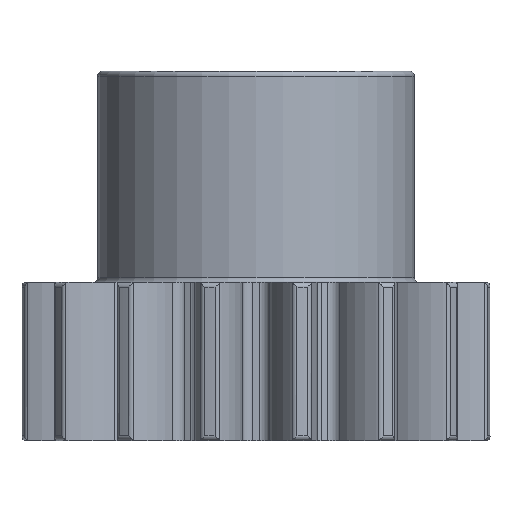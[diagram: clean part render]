
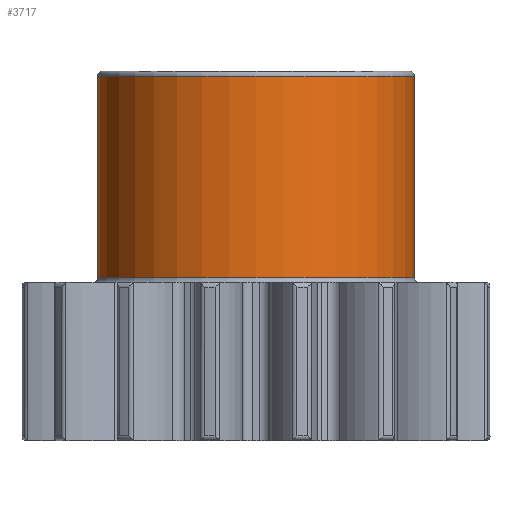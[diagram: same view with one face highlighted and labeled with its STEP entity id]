
A CAD part, left-side view. The second image highlights one B-rep face of the part: STEP entity #3717.
In plain terms, the highlighted cylindrical face has radius 6 mm (diameter 12 mm), a partial arc.
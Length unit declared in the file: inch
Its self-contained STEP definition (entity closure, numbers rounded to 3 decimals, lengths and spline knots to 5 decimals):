
#34 = EDGE_CURVE ( 'NONE', #4098, #3055, #474, .T. ) ;
#40 = DIRECTION ( 'NONE',  ( 0., 1., 0. ) ) ;
#118 = CARTESIAN_POINT ( 'NONE',  ( 0., -0.23622, 0.24331 ) ) ;
#274 = DIRECTION ( 'NONE',  ( 0., 0., -1. ) ) ;
#474 = LINE ( 'NONE', #5326, #4832 ) ;
#977 = CYLINDRICAL_SURFACE ( 'NONE', #3501, 0.23622 ) ;
#993 = EDGE_LOOP ( 'NONE', ( #4925, #2727, #1010, #5367 ) ) ;
#1010 = ORIENTED_EDGE ( 'NONE', *, *, #34, .T. ) ;
#1163 = EDGE_CURVE ( 'NONE', #1441, #4878, #6100, .T. ) ;
#1232 = AXIS2_PLACEMENT_3D ( 'NONE', #3273, #5201, #4336 ) ;
#1314 = VECTOR ( 'NONE', #274, 39.37008 ) ;
#1441 = VERTEX_POINT ( 'NONE', #2497 ) ;
#1707 = CARTESIAN_POINT ( 'NONE',  ( 0., 0., 0.24331 ) ) ;
#1981 = CIRCLE ( 'NONE', #4207, 0.23622 ) ;
#2103 = EDGE_CURVE ( 'NONE', #1441, #4098, #2270, .T. ) ;
#2270 = CIRCLE ( 'NONE', #1232, 0.23622 ) ;
#2393 = CARTESIAN_POINT ( 'NONE',  ( 0., 0., 0.23622 ) ) ;
#2497 = CARTESIAN_POINT ( 'NONE',  ( 0., -0.23622, 0.54409 ) ) ;
#2573 = CARTESIAN_POINT ( 'NONE',  ( 0., 0.23622, 0.24331 ) ) ;
#2727 = ORIENTED_EDGE ( 'NONE', *, *, #2103, .T. ) ;
#2984 = CARTESIAN_POINT ( 'NONE',  ( 0., 0.23622, 0.54409 ) ) ;
#3055 = VERTEX_POINT ( 'NONE', #2573 ) ;
#3273 = CARTESIAN_POINT ( 'NONE',  ( 0., 0., 0.54409 ) ) ;
#3336 = DIRECTION ( 'NONE',  ( 0., 0., -1. ) ) ;
#3501 = AXIS2_PLACEMENT_3D ( 'NONE', #2393, #3913, #40 ) ;
#3652 = DIRECTION ( 'NONE',  ( 0., 0., 1. ) ) ;
#3717 = ADVANCED_FACE ( 'NONE', ( #5364 ), #977, .T. ) ;
#3913 = DIRECTION ( 'NONE',  ( 0., 0., -1. ) ) ;
#3981 = EDGE_CURVE ( 'NONE', #3055, #4878, #1981, .T. ) ;
#4098 = VERTEX_POINT ( 'NONE', #2984 ) ;
#4153 = DIRECTION ( 'NONE',  ( 0., -1., 0. ) ) ;
#4207 = AXIS2_PLACEMENT_3D ( 'NONE', #1707, #3652, #4153 ) ;
#4336 = DIRECTION ( 'NONE',  ( 0., -1., 0. ) ) ;
#4832 = VECTOR ( 'NONE', #3336, 39.37008 ) ;
#4878 = VERTEX_POINT ( 'NONE', #118 ) ;
#4925 = ORIENTED_EDGE ( 'NONE', *, *, #1163, .F. ) ;
#5201 = DIRECTION ( 'NONE',  ( 0., 0., -1. ) ) ;
#5326 = CARTESIAN_POINT ( 'NONE',  ( 0., 0.23622, 0.23622 ) ) ;
#5364 = FACE_OUTER_BOUND ( 'NONE', #993, .T. ) ;
#5367 = ORIENTED_EDGE ( 'NONE', *, *, #3981, .T. ) ;
#5663 = CARTESIAN_POINT ( 'NONE',  ( 0., -0.23622, 0.23622 ) ) ;
#6100 = LINE ( 'NONE', #5663, #1314 ) ;
